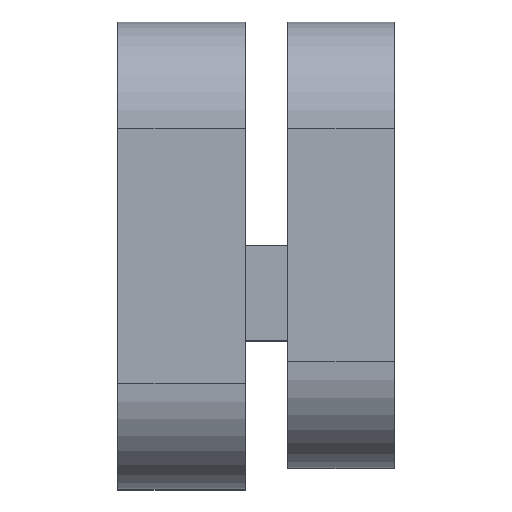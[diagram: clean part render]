
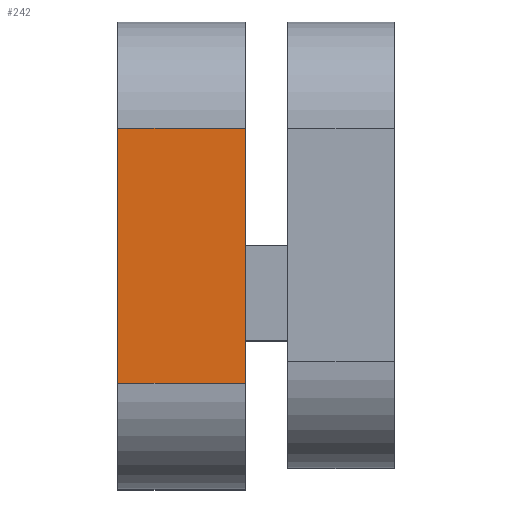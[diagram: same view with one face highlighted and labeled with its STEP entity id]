
A CAD part, top view. The second image highlights one B-rep face of the part: STEP entity #242.
In plain terms, the highlighted planar face has unit normal (0, 0, 1).
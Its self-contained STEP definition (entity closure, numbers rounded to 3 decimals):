
#242 = ADVANCED_FACE ( 'NONE', ( #1571 ), #2068, .F. ) ;
#355 = VERTEX_POINT ( 'NONE', #1140 ) ;
#435 = DIRECTION ( 'NONE',  ( 1., 0., 0. ) ) ;
#509 = ORIENTED_EDGE ( 'NONE', *, *, #1363, .F. ) ;
#528 = CARTESIAN_POINT ( 'NONE',  ( -14., 125.675, 21. ) ) ;
#551 = ORIENTED_EDGE ( 'NONE', *, *, #1612, .F. ) ;
#567 = EDGE_CURVE ( 'NONE', #1231, #1691, #1803, .T. ) ;
#569 = CARTESIAN_POINT ( 'NONE',  ( -26., 125.675, 21. ) ) ;
#596 = CARTESIAN_POINT ( 'NONE',  ( -26., 0., 21. ) ) ;
#602 = CARTESIAN_POINT ( 'NONE',  ( -14., 0., 21. ) ) ;
#703 = DIRECTION ( 'NONE',  ( -1., 0., 0. ) ) ;
#714 = LINE ( 'NONE', #1696, #1697 ) ;
#754 = DIRECTION ( 'NONE',  ( 0., 0., -1. ) ) ;
#896 = CARTESIAN_POINT ( 'NONE',  ( -14., 149.675, 21. ) ) ;
#950 = EDGE_CURVE ( 'NONE', #1231, #355, #714, .T. ) ;
#1128 = ORIENTED_EDGE ( 'NONE', *, *, #567, .F. ) ;
#1140 = CARTESIAN_POINT ( 'NONE',  ( -26., 125.675, 21. ) ) ;
#1158 = LINE ( 'NONE', #569, #1319 ) ;
#1231 = VERTEX_POINT ( 'NONE', #1858 ) ;
#1319 = VECTOR ( 'NONE', #703, 1000. ) ;
#1363 = EDGE_CURVE ( 'NONE', #1691, #2069, #1438, .T. ) ;
#1365 = DIRECTION ( 'NONE',  ( 0., -1., 0. ) ) ;
#1438 = LINE ( 'NONE', #602, #2056 ) ;
#1523 = VECTOR ( 'NONE', #1620, 1000. ) ;
#1571 = FACE_OUTER_BOUND ( 'NONE', #1847, .T. ) ;
#1575 = ORIENTED_EDGE ( 'NONE', *, *, #950, .T. ) ;
#1606 = CARTESIAN_POINT ( 'NONE',  ( -26., 149.675, 21. ) ) ;
#1612 = EDGE_CURVE ( 'NONE', #2069, #355, #1158, .T. ) ;
#1620 = DIRECTION ( 'NONE',  ( 1., 0., 0. ) ) ;
#1691 = VERTEX_POINT ( 'NONE', #896 ) ;
#1696 = CARTESIAN_POINT ( 'NONE',  ( -26., 0., 21. ) ) ;
#1697 = VECTOR ( 'NONE', #1365, 1000. ) ;
#1803 = LINE ( 'NONE', #1606, #1523 ) ;
#1847 = EDGE_LOOP ( 'NONE', ( #509, #1128, #1575, #551 ) ) ;
#1858 = CARTESIAN_POINT ( 'NONE',  ( -26., 149.675, 21. ) ) ;
#1933 = DIRECTION ( 'NONE',  ( 0., -1., 0. ) ) ;
#1973 = AXIS2_PLACEMENT_3D ( 'NONE', #596, #754, #435 ) ;
#2056 = VECTOR ( 'NONE', #1933, 1000. ) ;
#2068 = PLANE ( 'NONE',  #1973 ) ;
#2069 = VERTEX_POINT ( 'NONE', #528 ) ;
